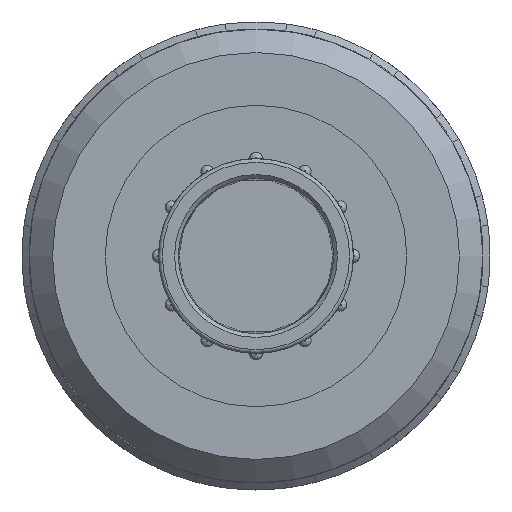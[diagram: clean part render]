
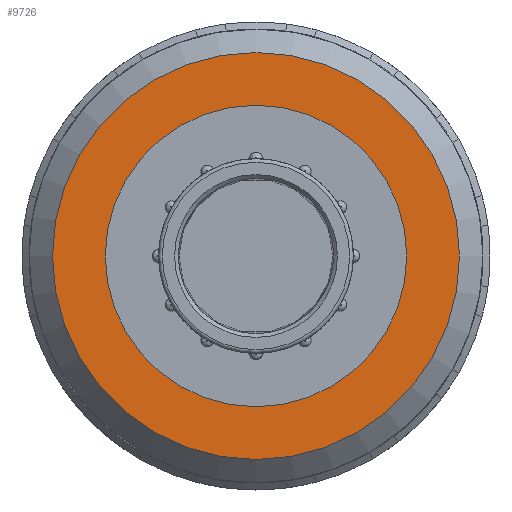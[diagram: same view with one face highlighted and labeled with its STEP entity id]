
A CAD part, front view. The second image highlights one B-rep face of the part: STEP entity #9726.
In plain terms, the highlighted planar face has unit normal (0, -1, 0).
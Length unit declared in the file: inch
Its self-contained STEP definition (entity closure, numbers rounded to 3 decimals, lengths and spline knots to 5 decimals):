
#9699=CARTESIAN_POINT('',(0.,-0.583,-1.735));
#9700=DIRECTION('',(0.0,-1.0,0.0));
#9701=DIRECTION('',(-1.0,0.0,0.0));
#9702=AXIS2_PLACEMENT_3D('',#9699,#9700,#9701);
#9703=PLANE('',#9702);
#9704=CARTESIAN_POINT('',(1.735,-0.583,0.0));
#9705=VERTEX_POINT('',#9704);
#9706=CARTESIAN_POINT('',(0.,-0.583,0.));
#9707=DIRECTION('',(0.0,1.0,0.0));
#9708=DIRECTION('',(-1.0,0.0,0.0));
#9709=AXIS2_PLACEMENT_3D('',#9706,#9707,#9708);
#9710=CIRCLE('',#9709,1.735);
#9711=EDGE_CURVE('',#9705,#9705,#9710,.T.);
#9712=ORIENTED_EDGE('',*,*,#9711,.F.);
#9713=EDGE_LOOP('',(#9712));
#9714=FACE_OUTER_BOUND('',#9713,.T.);
#9715=CARTESIAN_POINT('',(1.285,-0.583,0.0));
#9716=VERTEX_POINT('',#9715);
#9717=CARTESIAN_POINT('',(0.,-0.583,0.));
#9718=DIRECTION('',(0.0,1.0,0.0));
#9719=DIRECTION('',(-1.0,0.0,0.0));
#9720=AXIS2_PLACEMENT_3D('',#9717,#9718,#9719);
#9721=CIRCLE('',#9720,1.285);
#9722=EDGE_CURVE('',#9716,#9716,#9721,.T.);
#9723=ORIENTED_EDGE('',*,*,#9722,.T.);
#9724=EDGE_LOOP('',(#9723));
#9725=FACE_BOUND('',#9724,.T.);
#9726=ADVANCED_FACE('',(#9714,#9725),#9703,.T.);
